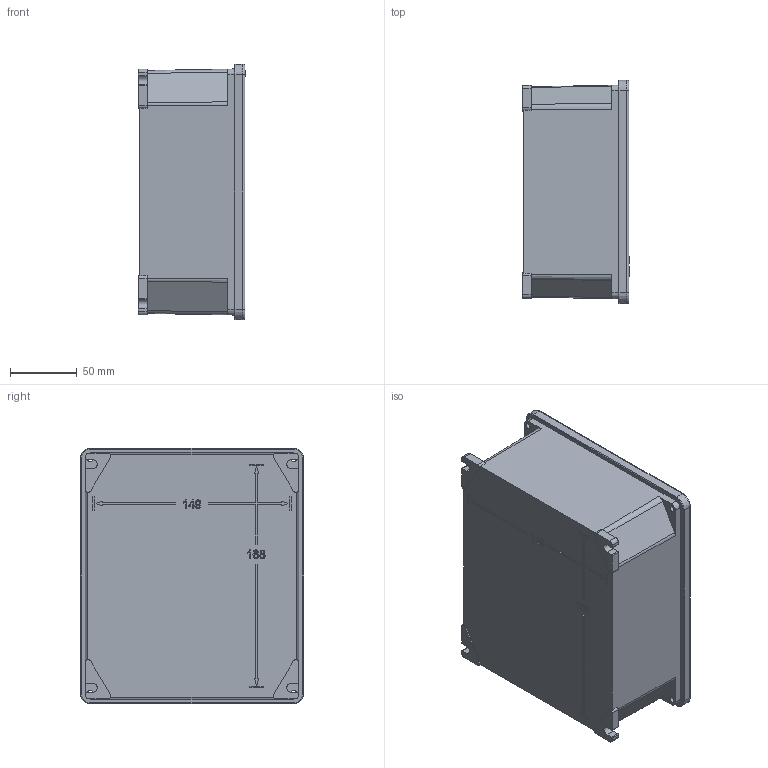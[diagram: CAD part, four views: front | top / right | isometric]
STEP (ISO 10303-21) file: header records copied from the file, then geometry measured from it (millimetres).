
FILE_DESCRIPTION( ( 'STEP AP214' ), '1' );
FILE_NAME( '65303.stp', '2018-12-14T19:54:17', ( '' ), ( '' ), ' ', 'PARTsolutions', ' ' );
FILE_SCHEMA( ( 'AUTOMOTIVE_DESIGN { 1 0 10303 214 1 1 1 1 }' ) );
Length unit declared in the file: millimetre
Products named in the file (3): 65303; _65303_1; _65303_2
Assembly tree (2 placements, depth 2):
  65303
    _65303_1
    _65303_2
Bounding box: 80.5 x 167.95 x 191.95 mm (x, y, z)
Volume: 265526.3 mm3; surface area: 231513.1 mm2
Topology: 2 solids, 2 shells, 424 faces, 1125 edges, 737 vertices
Faces by surface type: plane 258, cylinder 109, cone 48, torus 8, sphere 1
Full cylindrical faces by diameter (mm): 2.076 x1, 2.078 x1, 2.13 x1, 2.62 x1, 2.808 x1, 2.81 x1, 4.134 x4, 5.5 x11, 9.2 x1, 10.5 x4, 11.4 x4
Entity records: 16410 total; most frequent: DIRECTION 2274, CARTESIAN_POINT 2244, ORIENTED_EDGE 2170, EDGE_CURVE 1085, AXIS2_PLACEMENT_3D 762, LINE 750, VECTOR 750, VERTEX_POINT 732
